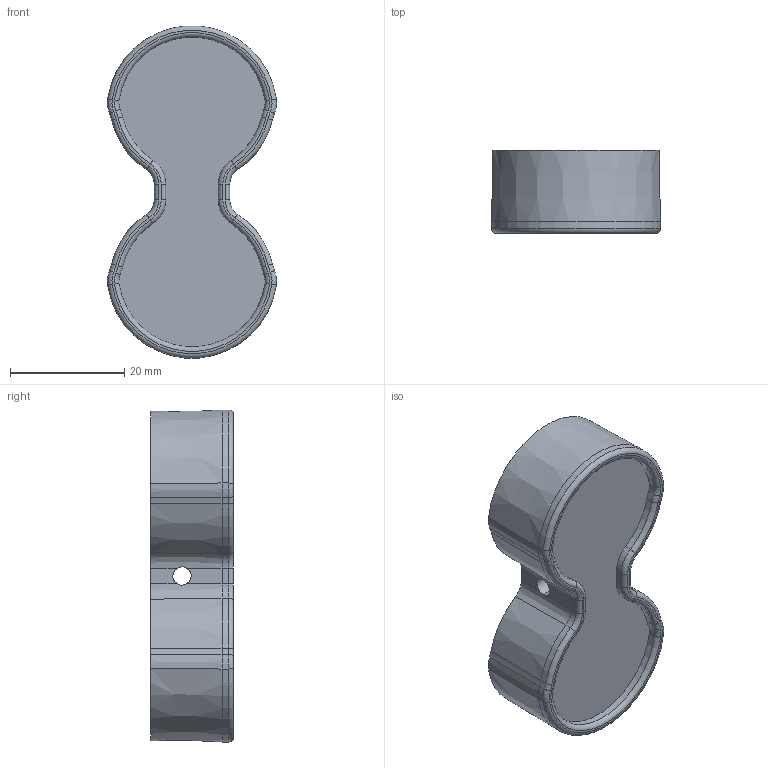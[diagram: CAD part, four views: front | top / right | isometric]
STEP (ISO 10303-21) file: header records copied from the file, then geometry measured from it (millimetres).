
FILE_DESCRIPTION((''),'2;1');
FILE_NAME('CFT-B01-016','2018-08-21T',('Administrator'),(''),'PRO/ENGINEER BY PARAMETRIC TECHNOLOGY CORPORATION, 2005030','PRO/ENGINEER BY PARAMETRIC TECHNOLOGY CORPORATION, 2005030','');
FILE_SCHEMA(('CONFIG_CONTROL_DESIGN'));
Length unit declared in the file: millimetre
Products named in the file (1): CFT-B01-016
Bounding box: 29.6 x 14.5 x 58.09 mm (x, y, z)
Volume: 10165.4 mm3; surface area: 6620.2 mm2
Topology: 1 solids, 1 shells, 163 faces, 400 edges, 240 vertices
Faces by surface type: cylinder 62, cone 40, torus 36, plane 17, bspline 8
Entity records: 6566 total; most frequent: CARTESIAN_POINT 2741, DIRECTION 822, ORIENTED_EDGE 800, EDGE_CURVE 400, AXIS2_PLACEMENT_3D 363, VERTEX_POINT 240, CIRCLE 208, EDGE_LOOP 168
